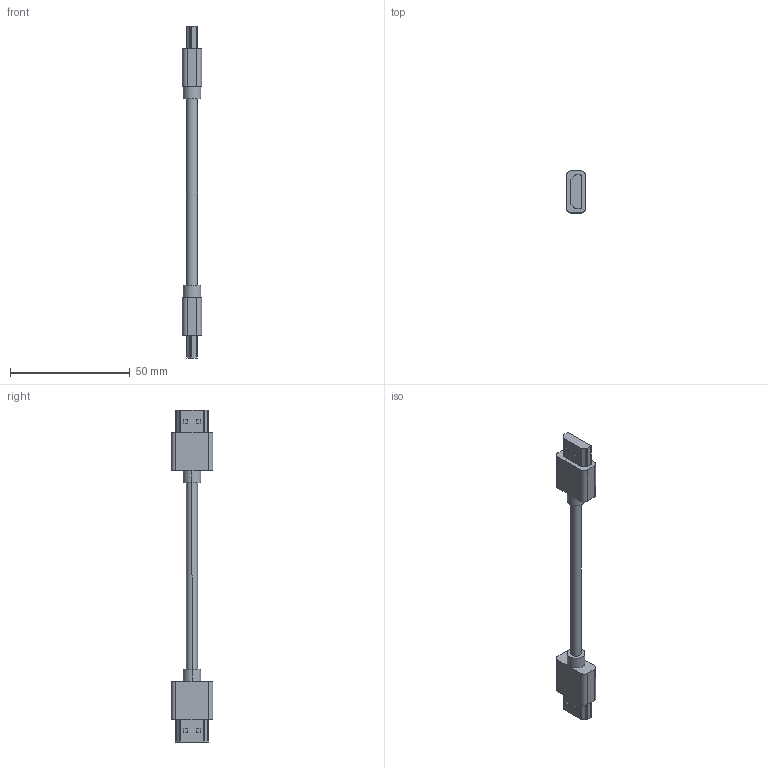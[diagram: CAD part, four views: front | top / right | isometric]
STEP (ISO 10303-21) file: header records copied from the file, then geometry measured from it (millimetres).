
FILE_DESCRIPTION(('Creo Elements/Direct Modeling STEP Export'),'2;1');
FILE_NAME('0ln7uvk5bf50bd75516','2021-06-30T10:01:27',(''),(''),'Creo Elements/Direct Modeling STEP processor for AP214 (Solid Model)','Creo Elements/Direct Modeling 20.1B 02-Apr-2019 (C) Parametric Technology GmbH','');
FILE_SCHEMA(('AUTOMOTIVE_DESIGN { 1 0 10303 214 1 1 1 1 }'));
Length unit declared in the file: millimetre
Products named in the file (2): CW_5_MIAF
Assembly tree (1 placements, depth 2):
  CW_5_MIAF
    CW_5_MIAF
Bounding box: 8 x 17.5 x 138.6 mm (x, y, z)
Volume: 7200.9 mm3; surface area: 4044.1 mm2
Topology: 1 solids, 1 shells, 82 faces, 210 edges, 140 vertices
Faces by surface type: plane 52, cylinder 30
Entity records: 2957 total; most frequent: CARTESIAN_POINT 428, DIRECTION 426, ORIENTED_EDGE 420, EDGE_CURVE 210, VECTOR 150, LINE 150, VERTEX_POINT 140, AXIS2_PLACEMENT_3D 138
